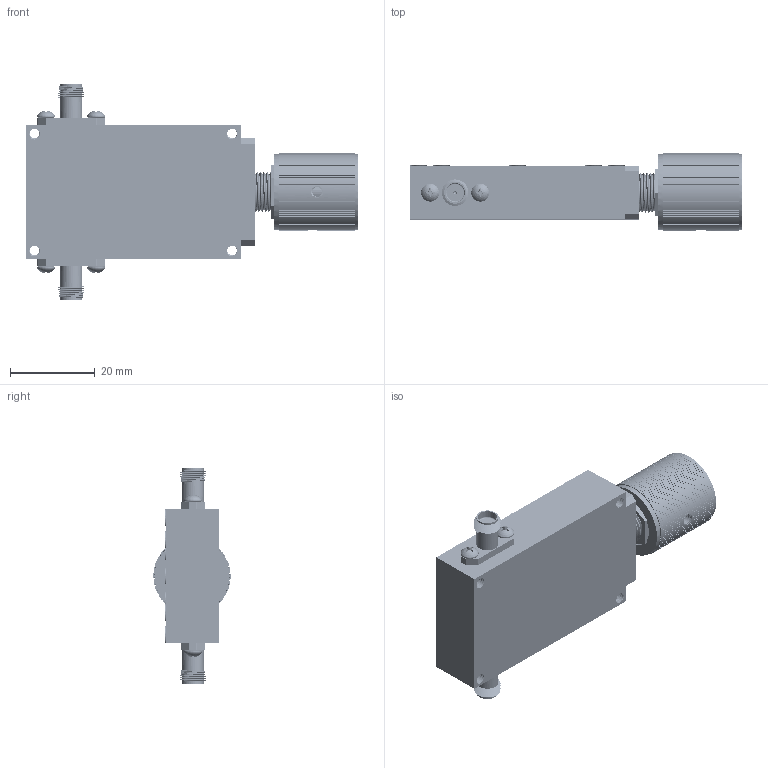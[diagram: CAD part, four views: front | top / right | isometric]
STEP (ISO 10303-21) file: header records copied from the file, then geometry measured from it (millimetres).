
FILE_DESCRIPTION (( 'STEP AP214' ), '1' );
FILE_NAME ('FMAT7502-20_3D.step', '2023-11-12T07:12:09', ( '' ), ( '' ), 'SwSTEP 2.0', 'SolidWorks 2022', '' );
FILE_SCHEMA (( 'AUTOMOTIVE_DESIGN' ));
Length unit declared in the file: inch
Products named in the file (11): KNOB BODY^Small Knob v1_FMAT7502-20; Small Knob v1^FMAT7502-20; AV07 .250GP Housing_Cover v5^FMAT7502-20; 4-40 3_16 18-8 SS PHPhillips MS^FMAT7502-20; CVA Shaft, long v2^FMAT7502-20; NUT^Lock Collar Nut v3_Phaseshifter Lock Collar v10_FMAT7502-20; METAL DISC^Small Knob v1_FMAT7502-20; Phaseshifter Lock Collar v10^FMAT7502-20; Lock Collar Nut v3^Phaseshifter Lock Collar v10_FMAT7502-20; Phaseshifter Lock Collar v10-0^Phaseshifter Lock Collar v10_FMAT7502-20; FMAT7502-20_3D
Assembly tree (11 placements, depth 4):
  FMAT7502-20_3D
    AV07 .250GP Housing_Cover v5^FMAT7502-20
    Phaseshifter Lock Collar v10^FMAT7502-20
      Lock Collar Nut v3^Phaseshifter Lock Collar v10_FMAT7502-20
        NUT^Lock Collar Nut v3_Phaseshifter Lock Collar v10_FMAT7502-20
      Phaseshifter Lock Collar v10-0^Phaseshifter Lock Collar v10_FMAT7502-20
    Small Knob v1^FMAT7502-20
      METAL DISC^Small Knob v1_FMAT7502-20
      KNOB BODY^Small Knob v1_FMAT7502-20
    CVA Shaft, long v2^FMAT7502-20
    4-40 3_16 18-8 SS PHPhillips MS^FMAT7502-20  x2
Bounding box: 78.58 x 18.29 x 50.95 mm (x, y, z)
Volume: 26855 mm3; surface area: 15109.5 mm2
Topology: 8 solids, 12 shells, 3427 faces, 10662 edges, 7297 vertices
Faces by surface type: cylinder 2061, plane 909, bspline 213, cone 210, torus 28, sphere 6
Full cylindrical faces by diameter (mm): 6.35 x1
Entity records: 264868 total; most frequent: CARTESIAN_POINT 180767, ORIENTED_EDGE 20728, DIRECTION 13043, EDGE_CURVE 10364, VERTEX_POINT 7120, AXIS2_PLACEMENT_3D 4806, B_SPLINE_CURVE_WITH_KNOTS 4508, EDGE_LOOP 3514
